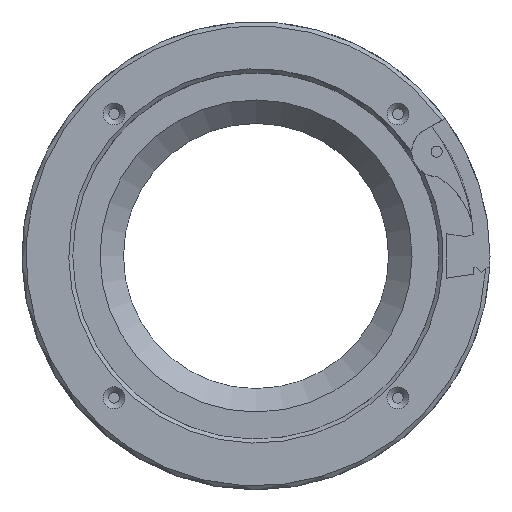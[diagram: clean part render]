
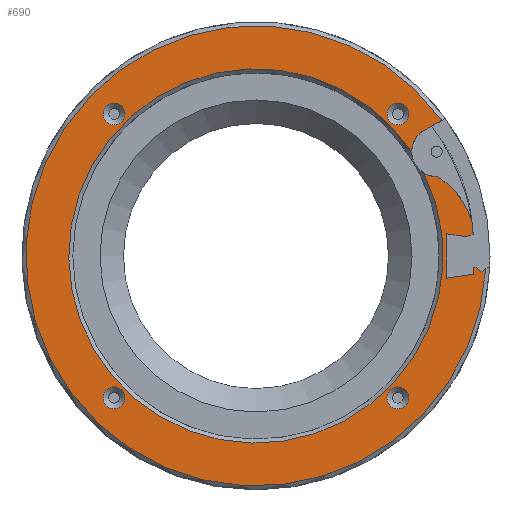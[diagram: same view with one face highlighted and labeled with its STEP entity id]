
A CAD part, top view. The second image highlights one B-rep face of the part: STEP entity #690.
In plain terms, the highlighted planar face has unit normal (0, 0, 1).
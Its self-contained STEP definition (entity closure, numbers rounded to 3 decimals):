
#52=B_SPLINE_CURVE_WITH_KNOTS('',3,(#1106,#1107,#1108,#1109),
 .UNSPECIFIED.,.F.,.F.,(4,4),(-0.001,0.001),
 .UNSPECIFIED.);
#64=LINE('',#1086,#96);
#65=LINE('',#1090,#97);
#66=LINE('',#1092,#98);
#67=LINE('',#1094,#99);
#68=LINE('',#1096,#100);
#69=LINE('',#1098,#101);
#70=LINE('',#1100,#102);
#71=LINE('',#1102,#103);
#72=LINE('',#1104,#104);
#96=VECTOR('',#867,1000.);
#97=VECTOR('',#870,1000.);
#98=VECTOR('',#871,1000.);
#99=VECTOR('',#872,1000.);
#100=VECTOR('',#873,1000.);
#101=VECTOR('',#874,1000.);
#102=VECTOR('',#875,1000.);
#103=VECTOR('',#876,1000.);
#104=VECTOR('',#877,1000.);
#128=ORIENTED_EDGE('',*,*,#300,.T.);
#129=ORIENTED_EDGE('',*,*,#301,.T.);
#130=ORIENTED_EDGE('',*,*,#302,.T.);
#131=ORIENTED_EDGE('',*,*,#303,.T.);
#132=ORIENTED_EDGE('',*,*,#304,.F.);
#133=ORIENTED_EDGE('',*,*,#305,.T.);
#134=ORIENTED_EDGE('',*,*,#306,.F.);
#135=ORIENTED_EDGE('',*,*,#307,.T.);
#136=ORIENTED_EDGE('',*,*,#308,.T.);
#137=ORIENTED_EDGE('',*,*,#309,.F.);
#138=ORIENTED_EDGE('',*,*,#310,.T.);
#139=ORIENTED_EDGE('',*,*,#311,.F.);
#140=ORIENTED_EDGE('',*,*,#312,.T.);
#141=ORIENTED_EDGE('',*,*,#313,.F.);
#142=ORIENTED_EDGE('',*,*,#314,.F.);
#143=ORIENTED_EDGE('',*,*,#315,.T.);
#144=ORIENTED_EDGE('',*,*,#316,.F.);
#145=ORIENTED_EDGE('',*,*,#317,.T.);
#146=ORIENTED_EDGE('',*,*,#318,.T.);
#300=EDGE_CURVE('',#386,#386,#455,.F.);
#301=EDGE_CURVE('',#387,#387,#456,.F.);
#302=EDGE_CURVE('',#388,#388,#457,.F.);
#303=EDGE_CURVE('',#389,#389,#458,.F.);
#304=EDGE_CURVE('',#390,#391,#459,.T.);
#305=EDGE_CURVE('',#390,#392,#460,.T.);
#306=EDGE_CURVE('',#393,#392,#461,.T.);
#307=EDGE_CURVE('',#393,#394,#64,.T.);
#308=EDGE_CURVE('',#394,#395,#462,.F.);
#309=EDGE_CURVE('',#396,#395,#65,.T.);
#310=EDGE_CURVE('',#396,#397,#66,.T.);
#311=EDGE_CURVE('',#398,#397,#67,.T.);
#312=EDGE_CURVE('',#398,#399,#68,.T.);
#313=EDGE_CURVE('',#400,#399,#69,.F.);
#314=EDGE_CURVE('',#401,#400,#70,.T.);
#315=EDGE_CURVE('',#401,#402,#71,.T.);
#316=EDGE_CURVE('',#403,#402,#72,.F.);
#317=EDGE_CURVE('',#403,#404,#52,.T.);
#318=EDGE_CURVE('',#404,#391,#463,.F.);
#386=VERTEX_POINT('',#1072);
#387=VERTEX_POINT('',#1074);
#388=VERTEX_POINT('',#1076);
#389=VERTEX_POINT('',#1078);
#390=VERTEX_POINT('',#1080);
#391=VERTEX_POINT('',#1081);
#392=VERTEX_POINT('',#1083);
#393=VERTEX_POINT('',#1085);
#394=VERTEX_POINT('',#1087);
#395=VERTEX_POINT('',#1089);
#396=VERTEX_POINT('',#1091);
#397=VERTEX_POINT('',#1093);
#398=VERTEX_POINT('',#1095);
#399=VERTEX_POINT('',#1097);
#400=VERTEX_POINT('',#1099);
#401=VERTEX_POINT('',#1101);
#402=VERTEX_POINT('',#1103);
#403=VERTEX_POINT('',#1105);
#404=VERTEX_POINT('',#1110);
#455=CIRCLE('',#757,1.4);
#456=CIRCLE('',#758,1.4);
#457=CIRCLE('',#759,1.4);
#458=CIRCLE('',#760,1.4);
#459=CIRCLE('',#761,3.2);
#460=CIRCLE('',#762,24.);
#461=CIRCLE('',#763,3.2);
#462=CIRCLE('',#764,29.5);
#463=CIRCLE('',#765,10.2);
#497=EDGE_LOOP('',(#128));
#498=EDGE_LOOP('',(#129));
#499=EDGE_LOOP('',(#130));
#500=EDGE_LOOP('',(#131));
#501=EDGE_LOOP('',(#132,#133,#134,#135,#136,#137,#138,#139,#140,#141,#142,
#143,#144,#145,#146));
#582=FACE_BOUND('',#497,.T.);
#583=FACE_BOUND('',#498,.T.);
#584=FACE_BOUND('',#499,.T.);
#585=FACE_BOUND('',#500,.T.);
#586=FACE_BOUND('',#501,.T.);
#667=PLANE('',#756);
#690=ADVANCED_FACE('',(#582,#583,#584,#585,#586),#667,.F.);
#756=AXIS2_PLACEMENT_3D('',#1070,#851,#852);
#757=AXIS2_PLACEMENT_3D('',#1071,#853,#854);
#758=AXIS2_PLACEMENT_3D('',#1073,#855,#856);
#759=AXIS2_PLACEMENT_3D('',#1075,#857,#858);
#760=AXIS2_PLACEMENT_3D('',#1077,#859,#860);
#761=AXIS2_PLACEMENT_3D('',#1079,#861,#862);
#762=AXIS2_PLACEMENT_3D('',#1082,#863,#864);
#763=AXIS2_PLACEMENT_3D('',#1084,#865,#866);
#764=AXIS2_PLACEMENT_3D('',#1088,#868,#869);
#765=AXIS2_PLACEMENT_3D('',#1111,#878,#879);
#851=DIRECTION('',(0.,0.,-1.));
#852=DIRECTION('',(-0.044,0.999,0.));
#853=DIRECTION('',(0.,0.,1.));
#854=DIRECTION('',(1.,0.,0.));
#855=DIRECTION('',(0.,0.,1.));
#856=DIRECTION('',(1.,0.,0.));
#857=DIRECTION('',(0.,0.,1.));
#858=DIRECTION('',(1.,0.,0.));
#859=DIRECTION('',(0.,0.,1.));
#860=DIRECTION('',(1.,0.,0.));
#861=DIRECTION('',(0.,0.,1.));
#862=DIRECTION('',(0.,-1.,0.));
#863=DIRECTION('',(0.,0.,-1.));
#864=DIRECTION('',(0.,1.,0.));
#865=DIRECTION('',(0.,0.,1.));
#866=DIRECTION('',(0.,-1.,0.));
#867=DIRECTION('',(0.866,0.5,0.));
#868=DIRECTION('',(0.,0.,-1.));
#869=DIRECTION('',(0.,1.,0.));
#870=DIRECTION('',(0.707,0.707,0.));
#871=DIRECTION('',(-0.707,0.707,0.));
#872=DIRECTION('',(1.,0.,0.));
#873=DIRECTION('',(0.,-1.,0.));
#874=DIRECTION('',(-0.989,-0.148,0.));
#875=DIRECTION('',(0.,-1.,0.));
#876=DIRECTION('',(0.989,-0.148,0.));
#877=DIRECTION('',(0.936,0.353,0.));
#878=DIRECTION('',(0.,0.,-1.));
#879=DIRECTION('',(0.,1.,0.));
#1070=CARTESIAN_POINT('',(1.377,36.772,0.));
#1071=CARTESIAN_POINT('',(18.192,-18.188,0.));
#1072=CARTESIAN_POINT('',(19.592,-18.188,0.));
#1073=CARTESIAN_POINT('',(18.192,18.192,0.));
#1074=CARTESIAN_POINT('',(19.592,18.192,0.));
#1075=CARTESIAN_POINT('',(-18.189,18.192,0.));
#1076=CARTESIAN_POINT('',(-16.789,18.192,0.));
#1077=CARTESIAN_POINT('',(-18.189,-18.188,0.));
#1078=CARTESIAN_POINT('',(-16.789,-18.188,0.));
#1079=CARTESIAN_POINT('',(23.166,13.375,0.));
#1080=CARTESIAN_POINT('',(21.516,10.634,0.));
#1081=CARTESIAN_POINT('',(23.268,10.177,0.));
#1082=CARTESIAN_POINT('',(0.,0.,0.));
#1083=CARTESIAN_POINT('',(19.967,13.317,0.));
#1084=CARTESIAN_POINT('',(23.166,13.375,0.));
#1085=CARTESIAN_POINT('',(21.103,15.821,0.));
#1086=CARTESIAN_POINT('',(23.876,17.422,0.));
#1087=CARTESIAN_POINT('',(23.829,17.395,0.));
#1088=CARTESIAN_POINT('',(0.002,0.002,0.));
#1089=CARTESIAN_POINT('',(29.456,-1.641,0.));
#1090=CARTESIAN_POINT('',(29.582,-1.514,0.));
#1091=CARTESIAN_POINT('',(28.941,-2.155,0.));
#1092=CARTESIAN_POINT('',(28.565,-1.779,0.));
#1093=CARTESIAN_POINT('',(28.234,-1.448,0.));
#1094=CARTESIAN_POINT('',(27.927,-1.448,0.));
#1095=CARTESIAN_POINT('',(27.917,-1.448,0.));
#1096=CARTESIAN_POINT('',(27.917,0.002,0.));
#1097=CARTESIAN_POINT('',(27.917,-2.326,0.));
#1098=CARTESIAN_POINT('',(-172.77,-32.299,0.));
#1099=CARTESIAN_POINT('',(24.444,-2.845,0.));
#1100=CARTESIAN_POINT('',(24.444,-0.5,0.));
#1101=CARTESIAN_POINT('',(24.444,2.847,0.));
#1102=CARTESIAN_POINT('',(26.261,2.576,0.));
#1103=CARTESIAN_POINT('',(26.976,2.469,0.));
#1104=CARTESIAN_POINT('',(-122.998,-54.109,0.));
#1105=CARTESIAN_POINT('',(27.838,2.794,0.));
#1106=CARTESIAN_POINT('',(27.838,2.794,0.));
#1107=CARTESIAN_POINT('',(27.801,3.275,0.));
#1108=CARTESIAN_POINT('',(27.768,3.757,0.));
#1109=CARTESIAN_POINT('',(27.713,4.233,0.));
#1110=CARTESIAN_POINT('',(27.713,4.233,0.));
#1111=CARTESIAN_POINT('',(17.882,1.515,0.));
